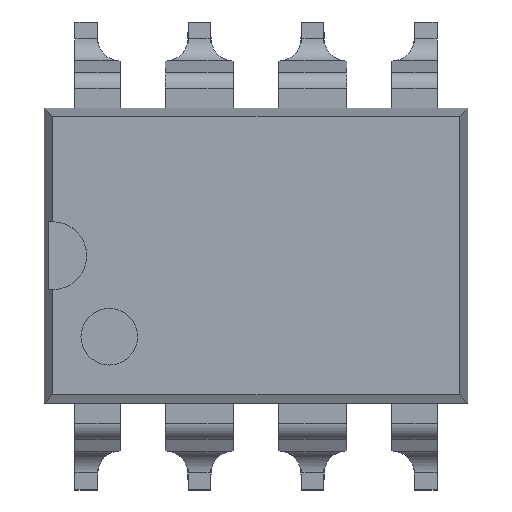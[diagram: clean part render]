
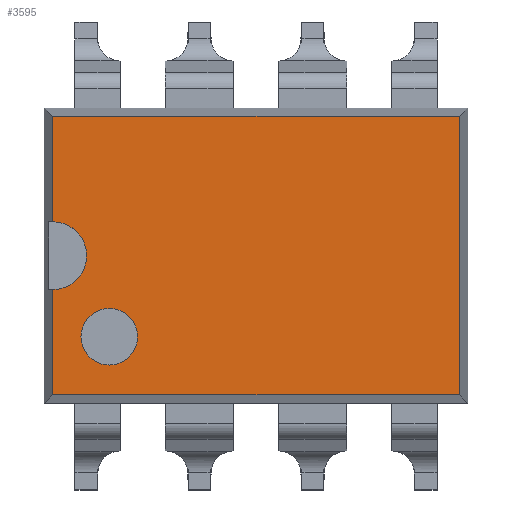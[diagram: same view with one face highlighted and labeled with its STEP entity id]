
A CAD part, top view. The second image highlights one B-rep face of the part: STEP entity #3595.
In plain terms, the highlighted planar face has unit normal (0, 0, 1).
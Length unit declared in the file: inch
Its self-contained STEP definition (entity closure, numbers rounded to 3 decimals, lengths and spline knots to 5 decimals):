
#68 = CARTESIAN_POINT ( 'NONE',  ( 16.29782, 50.17186, 1.777 ) ) ;
#123 = CARTESIAN_POINT ( 'NONE',  ( 21.04782, 53.29486, 1.777 ) ) ;
#124 = LINE ( 'NONE', #281, #2353 ) ;
#184 = CARTESIAN_POINT ( 'NONE',  ( 17.12002, 51.47526, 1.777 ) ) ;
#248 = CARTESIAN_POINT ( 'NONE',  ( 16.48482, 50.17186, 1.777 ) ) ;
#281 = CARTESIAN_POINT ( 'NONE',  ( 16.48482, 56.60486, 1.777 ) ) ;
#301 = DIRECTION ( 'NONE',  ( 0., 0., 1. ) ) ;
#338 = LINE ( 'NONE', #4514, #1468 ) ;
#475 = EDGE_CURVE ( 'NONE', #3675, #2071, #3361, .T. ) ;
#544 = CARTESIAN_POINT ( 'NONE',  ( 16.48482, 56.60486, 1.777 ) ) ;
#678 = CARTESIAN_POINT ( 'NONE',  ( 16.48482, 56.41785, 1.777 ) ) ;
#724 = ORIENTED_EDGE ( 'NONE', *, *, #475, .F. ) ;
#883 = CARTESIAN_POINT ( 'NONE',  ( 25.61082, 50.17186, 1.777 ) ) ;
#952 = EDGE_CURVE ( 'NONE', #3740, #4294, #124, .T. ) ;
#994 = PLANE ( 'NONE',  #5545 ) ;
#1084 = CARTESIAN_POINT ( 'NONE',  ( 16.48482, 53.29486, 1.777 ) ) ;
#1335 = VECTOR ( 'NONE', #2045, 39.37008 ) ;
#1422 = DIRECTION ( 'NONE',  ( 0., 0., -1. ) ) ;
#1425 = EDGE_CURVE ( 'NONE', #4389, #3740, #5537, .T. ) ;
#1468 = VECTOR ( 'NONE', #1908, 39.37008 ) ;
#1477 = LINE ( 'NONE', #1601, #1335 ) ;
#1509 = DIRECTION ( 'NONE',  ( -1., 0., 0. ) ) ;
#1601 = CARTESIAN_POINT ( 'NONE',  ( 25.61082, 49.98486, 1.777 ) ) ;
#1702 = ORIENTED_EDGE ( 'NONE', *, *, #2855, .F. ) ;
#1908 = DIRECTION ( 'NONE',  ( 1., 0., 0. ) ) ;
#2021 = DIRECTION ( 'NONE',  ( 0., 1., 0. ) ) ;
#2045 = DIRECTION ( 'NONE',  ( 0., -1., 0. ) ) ;
#2071 = VERTEX_POINT ( 'NONE', #2828 ) ;
#2196 = EDGE_CURVE ( 'NONE', #3771, #4389, #1477, .T. ) ;
#2353 = VECTOR ( 'NONE', #2021, 39.37008 ) ;
#2388 = CARTESIAN_POINT ( 'NONE',  ( 16.48482, 52.53286, 1.777 ) ) ;
#2450 = ORIENTED_EDGE ( 'NONE', *, *, #1425, .F. ) ;
#2519 = CARTESIAN_POINT ( 'NONE',  ( 17.75502, 51.47526, 1.777 ) ) ;
#2663 = DIRECTION ( 'NONE',  ( -1., 0., 0. ) ) ;
#2667 = EDGE_CURVE ( 'NONE', #2791, #3771, #338, .T. ) ;
#2791 = VERTEX_POINT ( 'NONE', #678 ) ;
#2828 = CARTESIAN_POINT ( 'NONE',  ( 18.39002, 51.47526, 1.777 ) ) ;
#2855 = EDGE_CURVE ( 'NONE', #3166, #2791, #4987, .T. ) ;
#2883 = CARTESIAN_POINT ( 'NONE',  ( 17.75502, 51.47526, 1.777 ) ) ;
#2953 = DIRECTION ( 'NONE',  ( -1., 0., 0. ) ) ;
#2994 = EDGE_LOOP ( 'NONE', ( #724, #3823 ) ) ;
#3032 = ORIENTED_EDGE ( 'NONE', *, *, #4649, .F. ) ;
#3062 = CIRCLE ( 'NONE', #5241, 0.762 ) ;
#3107 = EDGE_CURVE ( 'NONE', #2071, #3675, #5049, .T. ) ;
#3166 = VERTEX_POINT ( 'NONE', #5079 ) ;
#3245 = VECTOR ( 'NONE', #2663, 39.37008 ) ;
#3326 = DIRECTION ( 'NONE',  ( -1., 0., 0. ) ) ;
#3361 = CIRCLE ( 'NONE', #4846, 0.635 ) ;
#3595 = ADVANCED_FACE ( 'NONE', ( #4316, #4187 ), #994, .F. ) ;
#3664 = ORIENTED_EDGE ( 'NONE', *, *, #952, .F. ) ;
#3675 = VERTEX_POINT ( 'NONE', #184 ) ;
#3740 = VERTEX_POINT ( 'NONE', #248 ) ;
#3771 = VERTEX_POINT ( 'NONE', #4986 ) ;
#3823 = ORIENTED_EDGE ( 'NONE', *, *, #3107, .F. ) ;
#3854 = VECTOR ( 'NONE', #4888, 39.37008 ) ;
#3912 = ORIENTED_EDGE ( 'NONE', *, *, #2196, .F. ) ;
#4114 = DIRECTION ( 'NONE',  ( 0., 0., 1. ) ) ;
#4187 = FACE_BOUND ( 'NONE', #2994, .T. ) ;
#4294 = VERTEX_POINT ( 'NONE', #2388 ) ;
#4316 = FACE_OUTER_BOUND ( 'NONE', #5116, .T. ) ;
#4321 = AXIS2_PLACEMENT_3D ( 'NONE', #2883, #301, #3326 ) ;
#4389 = VERTEX_POINT ( 'NONE', #883 ) ;
#4473 = DIRECTION ( 'NONE',  ( -1., 0., 0. ) ) ;
#4514 = CARTESIAN_POINT ( 'NONE',  ( 25.79782, 56.41785, 1.777 ) ) ;
#4649 = EDGE_CURVE ( 'NONE', #4294, #3166, #3062, .T. ) ;
#4846 = AXIS2_PLACEMENT_3D ( 'NONE', #2519, #5547, #2953 ) ;
#4888 = DIRECTION ( 'NONE',  ( 0., 1., 0. ) ) ;
#4986 = CARTESIAN_POINT ( 'NONE',  ( 25.61082, 56.41785, 1.777 ) ) ;
#4987 = LINE ( 'NONE', #544, #3854 ) ;
#5049 = CIRCLE ( 'NONE', #4321, 0.635 ) ;
#5079 = CARTESIAN_POINT ( 'NONE',  ( 16.48482, 54.05686, 1.777 ) ) ;
#5116 = EDGE_LOOP ( 'NONE', ( #3664, #2450, #3912, #5214, #1702, #3032 ) ) ;
#5214 = ORIENTED_EDGE ( 'NONE', *, *, #2667, .F. ) ;
#5241 = AXIS2_PLACEMENT_3D ( 'NONE', #1084, #4114, #1509 ) ;
#5537 = LINE ( 'NONE', #68, #3245 ) ;
#5545 = AXIS2_PLACEMENT_3D ( 'NONE', #123, #1422, #4473 ) ;
#5547 = DIRECTION ( 'NONE',  ( 0., 0., 1. ) ) ;
